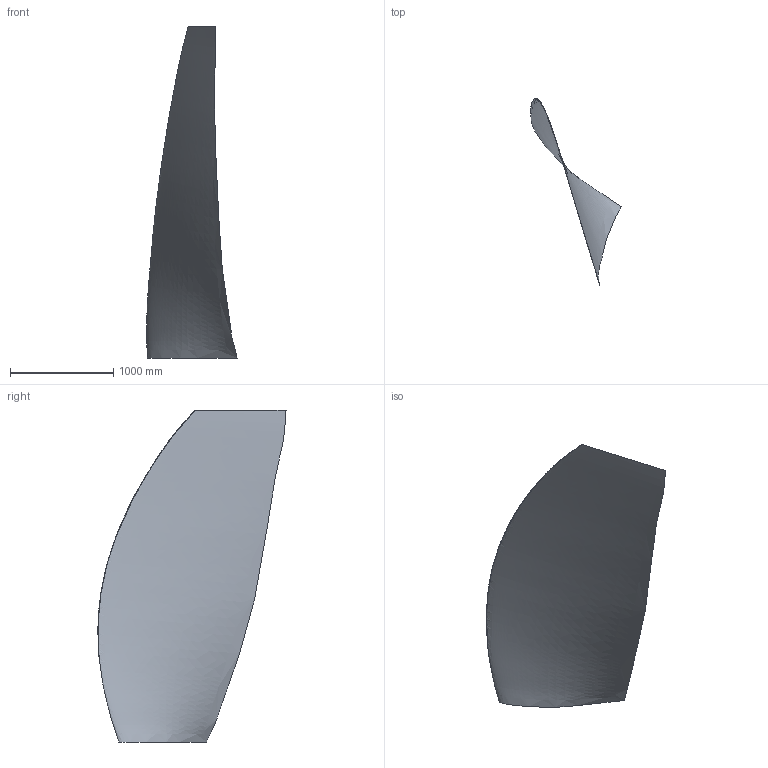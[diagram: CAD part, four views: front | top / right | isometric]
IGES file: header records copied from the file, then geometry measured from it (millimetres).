
Start section: IGES file generated by Gridgen 15.17R1 using ge-4.9.3
Global section: native system: Gridgen 15.17R1; preprocessor: ge-4.9.3; author: Unknown; organization: Unknown; date: 20120425.091014; units: inch
Bounding box: 874.46 x 1818.72 x 3209.29 mm (x, y, z)
Surface area: 4585594.7 mm2 (no closed solid volume)
Topology: 0 solids, 0 shells, 1 faces, 4 edges, 4 vertices
Faces by surface type: bspline 1
